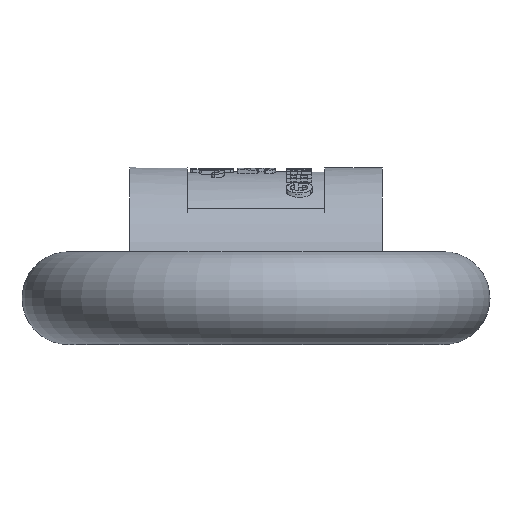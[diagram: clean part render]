
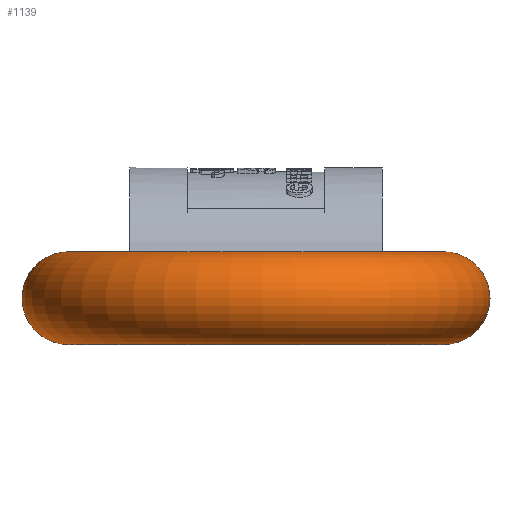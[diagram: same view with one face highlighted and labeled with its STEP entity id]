
A CAD part, left-side view. The second image highlights one B-rep face of the part: STEP entity #1139.
In plain terms, the highlighted toroidal (fillet/blend) face has major radius 44.5 mm and minor radius 11 mm.
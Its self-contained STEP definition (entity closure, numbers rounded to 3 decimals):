
#1139=ADVANCED_FACE('',(#1340,#1341),#1337,.T.);
#1337=TOROIDAL_SURFACE('',#3621,44.5,11.);
#1340=FACE_BOUND('',#1386,.T.);
#1341=FACE_BOUND('',#1387,.T.);
#1386=EDGE_LOOP('',(#1614));
#1387=EDGE_LOOP('',(#1615));
#1614=ORIENTED_EDGE('',*,*,#2992,.F.);
#1615=ORIENTED_EDGE('',*,*,#2993,.T.);
#2646=VERTEX_POINT('',#4881);
#2647=VERTEX_POINT('',#4883);
#2992=EDGE_CURVE('',#2646,#2646,#3508,.T.);
#2993=EDGE_CURVE('',#2647,#2647,#3509,.T.);
#3508=CIRCLE('',#3619,11.);
#3509=CIRCLE('',#3620,11.);
#3619=AXIS2_PLACEMENT_3D('',#4880,#3946,#3947);
#3620=AXIS2_PLACEMENT_3D('',#4882,#3948,#3949);
#3621=AXIS2_PLACEMENT_3D('',#4884,#3950,#3951);
#3946=DIRECTION('',(1.,0.,0.));
#3947=DIRECTION('',(0.,0.,-1.));
#3948=DIRECTION('',(-1.,0.,0.));
#3949=DIRECTION('',(0.,0.,-1.));
#3950=DIRECTION('',(0.,0.,1.));
#3951=DIRECTION('',(0.,-1.,0.));
#4880=CARTESIAN_POINT('',(-57.5,44.5,11.));
#4881=CARTESIAN_POINT('',(-57.5,44.5,0.));
#4882=CARTESIAN_POINT('',(-57.5,-44.5,11.));
#4883=CARTESIAN_POINT('',(-57.5,-44.5,0.));
#4884=CARTESIAN_POINT('',(-57.5,0.,11.));
